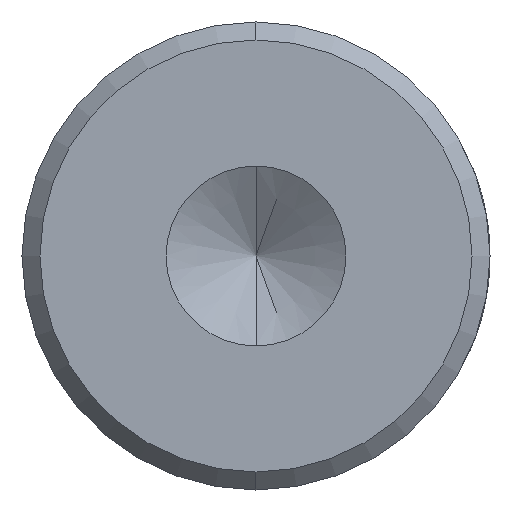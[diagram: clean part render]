
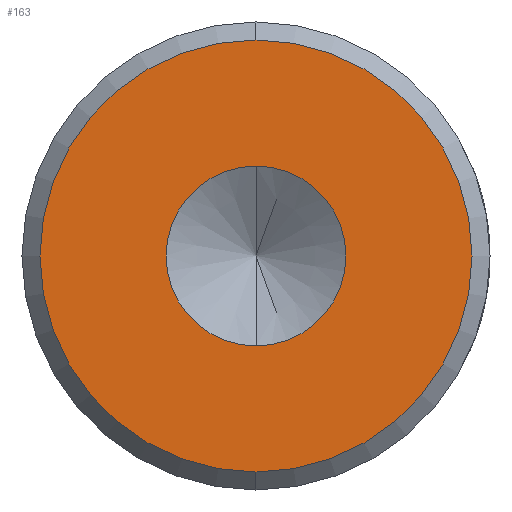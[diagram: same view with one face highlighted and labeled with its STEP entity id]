
A CAD part, left-side view. The second image highlights one B-rep face of the part: STEP entity #163.
In plain terms, the highlighted planar face has unit normal (-1, 0, 0).
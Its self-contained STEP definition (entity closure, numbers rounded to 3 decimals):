
#10 = DIRECTION ( 'NONE',  ( -1., 0., 0. ) ) ;
#25 = PLANE ( 'NONE',  #59 ) ;
#59 = AXIS2_PLACEMENT_3D ( 'NONE', #419, #10, #1132 ) ;
#123 = DIRECTION ( 'NONE',  ( -1., 0., 0. ) ) ;
#163 = ADVANCED_FACE ( 'NONE', ( #892, #296 ), #25, .T. ) ;
#177 = VERTEX_POINT ( 'NONE', #448 ) ;
#208 = CIRCLE ( 'NONE', #779, 6.001 ) ;
#223 = ORIENTED_EDGE ( 'NONE', *, *, #1030, .F. ) ;
#259 = CARTESIAN_POINT ( 'NONE',  ( 0., 0., 6.001 ) ) ;
#272 = EDGE_CURVE ( 'NONE', #1003, #377, #405, .T. ) ;
#273 = CARTESIAN_POINT ( 'NONE',  ( 0., 0., 0. ) ) ;
#275 = EDGE_CURVE ( 'NONE', #1067, #177, #675, .T. ) ;
#296 = FACE_BOUND ( 'NONE', #1083, .T. ) ;
#368 = ORIENTED_EDGE ( 'NONE', *, *, #275, .F. ) ;
#377 = VERTEX_POINT ( 'NONE', #259 ) ;
#382 = DIRECTION ( 'NONE',  ( 0., 0., 1. ) ) ;
#390 = AXIS2_PLACEMENT_3D ( 'NONE', #1015, #423, #1115 ) ;
#405 = CIRCLE ( 'NONE', #996, 6.001 ) ;
#419 = CARTESIAN_POINT ( 'NONE',  ( 0., 0., 0. ) ) ;
#423 = DIRECTION ( 'NONE',  ( -1., 0., 0. ) ) ;
#448 = CARTESIAN_POINT ( 'NONE',  ( 0., 0., -2.5 ) ) ;
#471 = EDGE_CURVE ( 'NONE', #377, #1003, #208, .T. ) ;
#510 = CIRCLE ( 'NONE', #390, 2.5 ) ;
#530 = DIRECTION ( 'NONE',  ( -1., 0., 0. ) ) ;
#546 = EDGE_LOOP ( 'NONE', ( #1271, #697 ) ) ;
#626 = CARTESIAN_POINT ( 'NONE',  ( 0., 0., -6.001 ) ) ;
#646 = CARTESIAN_POINT ( 'NONE',  ( 0., 0., 2.5 ) ) ;
#675 = CIRCLE ( 'NONE', #939, 2.5 ) ;
#697 = ORIENTED_EDGE ( 'NONE', *, *, #471, .T. ) ;
#735 = CARTESIAN_POINT ( 'NONE',  ( 0., 0., 0. ) ) ;
#779 = AXIS2_PLACEMENT_3D ( 'NONE', #273, #973, #382 ) ;
#832 = DIRECTION ( 'NONE',  ( 0., 0., 1. ) ) ;
#892 = FACE_OUTER_BOUND ( 'NONE', #546, .T. ) ;
#939 = AXIS2_PLACEMENT_3D ( 'NONE', #735, #123, #832 ) ;
#973 = DIRECTION ( 'NONE',  ( -1., 0., 0. ) ) ;
#996 = AXIS2_PLACEMENT_3D ( 'NONE', #1123, #530, #1213 ) ;
#1003 = VERTEX_POINT ( 'NONE', #626 ) ;
#1015 = CARTESIAN_POINT ( 'NONE',  ( 0., 0., 0. ) ) ;
#1030 = EDGE_CURVE ( 'NONE', #177, #1067, #510, .T. ) ;
#1067 = VERTEX_POINT ( 'NONE', #646 ) ;
#1083 = EDGE_LOOP ( 'NONE', ( #368, #223 ) ) ;
#1115 = DIRECTION ( 'NONE',  ( 0., 0., 1. ) ) ;
#1123 = CARTESIAN_POINT ( 'NONE',  ( 0., 0., 0. ) ) ;
#1132 = DIRECTION ( 'NONE',  ( 0., 0., 1. ) ) ;
#1213 = DIRECTION ( 'NONE',  ( 0., 0., 1. ) ) ;
#1271 = ORIENTED_EDGE ( 'NONE', *, *, #272, .T. ) ;
